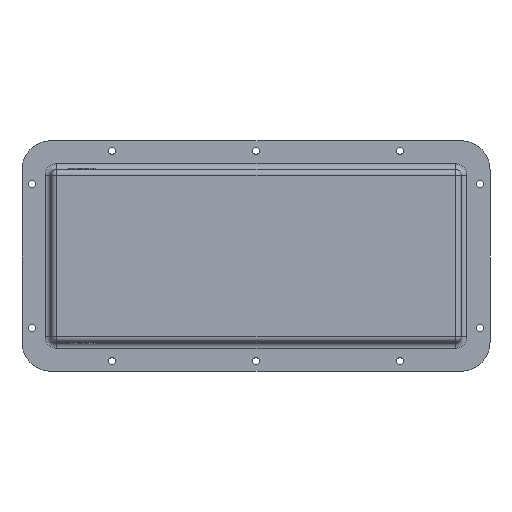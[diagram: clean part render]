
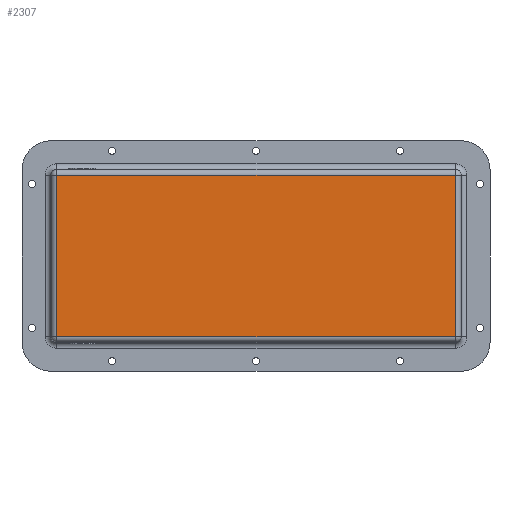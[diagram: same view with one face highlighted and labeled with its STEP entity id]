
A CAD part, front view. The second image highlights one B-rep face of the part: STEP entity #2307.
In plain terms, the highlighted planar face has unit normal (0, -1, 0).
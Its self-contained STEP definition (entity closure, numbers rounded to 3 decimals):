
#246 = CARTESIAN_POINT ( 'NONE',  ( -21.5, -15., 60. ) ) ;
#533 = CARTESIAN_POINT ( 'NONE',  ( 259.5, -15., 56. ) ) ;
#912 = ORIENTED_EDGE ( 'NONE', *, *, #1819, .T. ) ;
#924 = EDGE_CURVE ( 'NONE', #1327, #3843, #3497, .T. ) ;
#1327 = VERTEX_POINT ( 'NONE', #533 ) ;
#1431 = DIRECTION ( 'NONE',  ( 0., 0., 1. ) ) ;
#1819 = EDGE_CURVE ( 'NONE', #9362, #1327, #14297, .T. ) ;
#2258 = LINE ( 'NONE', #13116, #5018 ) ;
#2307 = ADVANCED_FACE ( 'NONE', ( #9154 ), #13074, .F. ) ;
#2593 = ORIENTED_EDGE ( 'NONE', *, *, #4258, .T. ) ;
#2875 = CARTESIAN_POINT ( 'NONE',  ( 259.5, -15., -56. ) ) ;
#3121 = VECTOR ( 'NONE', #8090, 1000. ) ;
#3497 = LINE ( 'NONE', #13928, #3121 ) ;
#3682 = DIRECTION ( 'NONE',  ( 0., 0., -1. ) ) ;
#3736 = CARTESIAN_POINT ( 'NONE',  ( -17.5, -15., -56. ) ) ;
#3843 = VERTEX_POINT ( 'NONE', #8721 ) ;
#4018 = DIRECTION ( 'NONE',  ( 0., 0., 1. ) ) ;
#4258 = EDGE_CURVE ( 'NONE', #14813, #9362, #15202, .T. ) ;
#4711 = EDGE_LOOP ( 'NONE', ( #2593, #912, #8739, #12172 ) ) ;
#5018 = VECTOR ( 'NONE', #3682, 1000. ) ;
#8090 = DIRECTION ( 'NONE',  ( -1., 0., 0. ) ) ;
#8251 = DIRECTION ( 'NONE',  ( 1., 0., 0. ) ) ;
#8461 = DIRECTION ( 'NONE',  ( 0., 1., 0. ) ) ;
#8721 = CARTESIAN_POINT ( 'NONE',  ( -17.5, -15., 56. ) ) ;
#8739 = ORIENTED_EDGE ( 'NONE', *, *, #924, .T. ) ;
#9154 = FACE_OUTER_BOUND ( 'NONE', #4711, .T. ) ;
#9362 = VERTEX_POINT ( 'NONE', #2875 ) ;
#9887 = CARTESIAN_POINT ( 'NONE',  ( 259.5, -15., 60. ) ) ;
#11564 = VECTOR ( 'NONE', #4018, 1000. ) ;
#12114 = VECTOR ( 'NONE', #8251, 1000. ) ;
#12172 = ORIENTED_EDGE ( 'NONE', *, *, #12936, .T. ) ;
#12230 = AXIS2_PLACEMENT_3D ( 'NONE', #246, #8461, #1431 ) ;
#12936 = EDGE_CURVE ( 'NONE', #3843, #14813, #2258, .T. ) ;
#13074 = PLANE ( 'NONE',  #12230 ) ;
#13116 = CARTESIAN_POINT ( 'NONE',  ( -17.5, -15., 60. ) ) ;
#13928 = CARTESIAN_POINT ( 'NONE',  ( -21.5, -15., 56. ) ) ;
#14086 = CARTESIAN_POINT ( 'NONE',  ( -21.5, -15., -56. ) ) ;
#14297 = LINE ( 'NONE', #9887, #11564 ) ;
#14813 = VERTEX_POINT ( 'NONE', #3736 ) ;
#15202 = LINE ( 'NONE', #14086, #12114 ) ;
